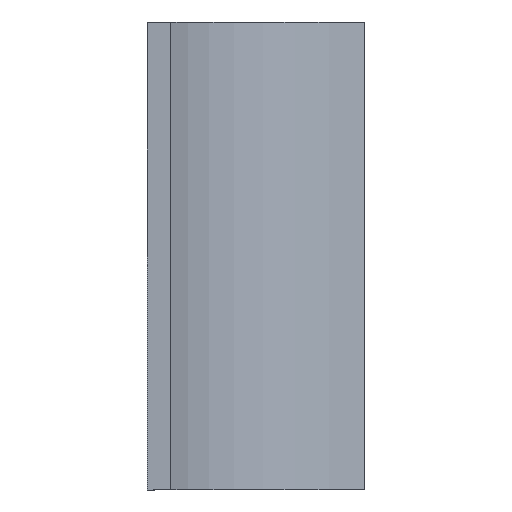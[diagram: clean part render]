
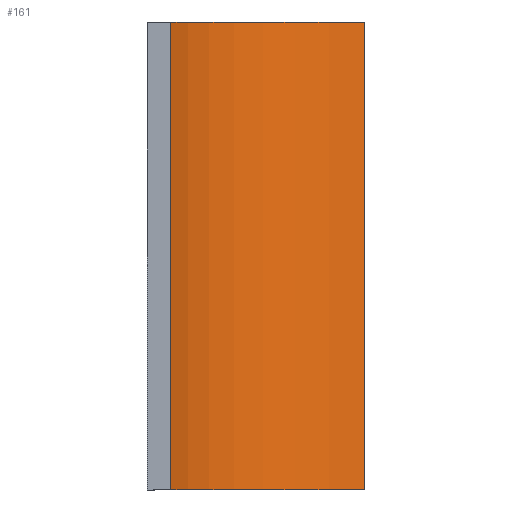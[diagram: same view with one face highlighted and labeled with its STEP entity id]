
A CAD part, left-side view. The second image highlights one B-rep face of the part: STEP entity #161.
In plain terms, the highlighted cylindrical face has radius 5.066 mm (diameter 10.133 mm), a partial arc.
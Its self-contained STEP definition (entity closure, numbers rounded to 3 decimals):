
#25=FACE_OUTER_BOUND('',#35,.T.);
#35=EDGE_LOOP('',(#123,#124,#125,#126));
#47=LINE('',#268,#62);
#48=LINE('',#274,#63);
#62=VECTOR('',#220,10.);
#63=VECTOR('',#227,10.);
#75=CIRCLE('',#196,5.066);
#76=CIRCLE('',#197,5.066);
#81=VERTEX_POINT('',#261);
#84=VERTEX_POINT('',#266);
#85=VERTEX_POINT('',#270);
#86=VERTEX_POINT('',#272);
#99=EDGE_CURVE('',#81,#84,#47,.T.);
#100=EDGE_CURVE('',#85,#81,#75,.T.);
#101=EDGE_CURVE('',#86,#84,#76,.T.);
#102=EDGE_CURVE('',#85,#86,#48,.T.);
#123=ORIENTED_EDGE('',*,*,#100,.T.);
#124=ORIENTED_EDGE('',*,*,#99,.T.);
#125=ORIENTED_EDGE('',*,*,#101,.F.);
#126=ORIENTED_EDGE('',*,*,#102,.F.);
#157=CYLINDRICAL_SURFACE('',#195,5.066);
#161=ADVANCED_FACE('',(#25),#157,.F.);
#195=AXIS2_PLACEMENT_3D('',#269,#221,#222);
#196=AXIS2_PLACEMENT_3D('',#271,#223,#224);
#197=AXIS2_PLACEMENT_3D('',#273,#225,#226);
#220=DIRECTION('',(0.,0.,1.));
#221=DIRECTION('center_axis',(0.,0.,1.));
#222=DIRECTION('ref_axis',(-1.,0.,0.));
#223=DIRECTION('center_axis',(0.,0.,
-1.));
#224=DIRECTION('ref_axis',(-1.,0.,0.));
#225=DIRECTION('center_axis',(0.,0.,
-1.));
#226=DIRECTION('ref_axis',(-1.,0.,0.));
#227=DIRECTION('',(0.,0.,1.));
#261=CARTESIAN_POINT('',(-2.958,0.674,0.2));
#266=CARTESIAN_POINT('',(-2.958,0.674,10.2));
#268=CARTESIAN_POINT('',(-2.958,0.674,0.2));
#269=CARTESIAN_POINT('Origin',(-7.999,0.174,0.2));
#270=CARTESIAN_POINT('',(-5.974,4.818,0.2));
#271=CARTESIAN_POINT('Origin',(-7.999,0.174,0.2));
#272=CARTESIAN_POINT('',(-5.974,4.818,10.2));
#273=CARTESIAN_POINT('Origin',(-7.999,0.174,10.2));
#274=CARTESIAN_POINT('',(-5.974,4.818,0.2));
